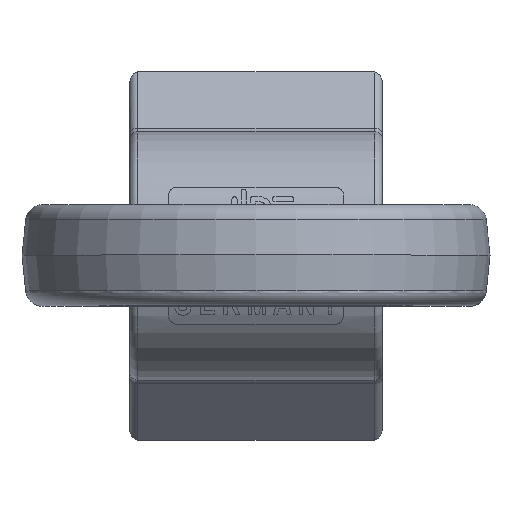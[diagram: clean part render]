
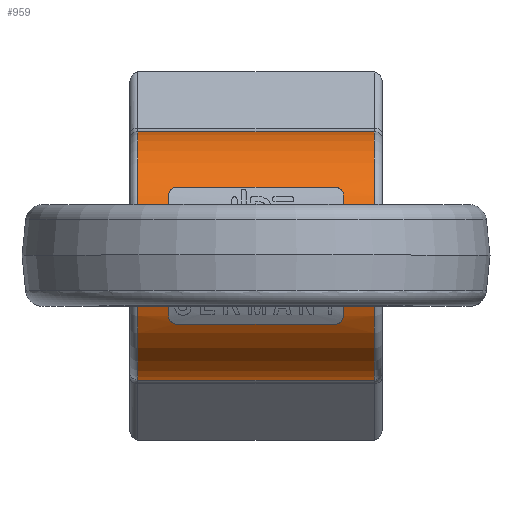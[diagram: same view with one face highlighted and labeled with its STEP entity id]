
A CAD part, top view. The second image highlights one B-rep face of the part: STEP entity #959.
In plain terms, the highlighted cylindrical face has radius 29.5 mm (diameter 59 mm), a partial arc.
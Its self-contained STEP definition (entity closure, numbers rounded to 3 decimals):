
#959=ADVANCED_FACE('',(#2000,#2001),#1417,.T.);
#1417=CYLINDRICAL_SURFACE('',#7958,29.5);
#1497=B_SPLINE_CURVE_WITH_KNOTS('',3,(#10193,#10194,#10195,#10196,#10197,
#10198,#10199,#10200,#10201,#10202,#10203,#10204,#10205,#10206,#10207,#10208),
 .UNSPECIFIED.,.F.,.F.,(4,3,3,3,3,4),(0.,0.248,0.464,
0.65,0.825,1.),.UNSPECIFIED.);
#1498=B_SPLINE_CURVE_WITH_KNOTS('',3,(#10212,#10213,#10214,#10215,#10216,
#10217,#10218,#10219,#10220,#10221,#10222,#10223,#10224,#10225,#10226,#10227),
 .UNSPECIFIED.,.F.,.F.,(4,3,3,3,3,4),(0.,0.045,0.242,
0.438,0.698,1.),.UNSPECIFIED.);
#1499=B_SPLINE_CURVE_WITH_KNOTS('',3,(#10231,#10232,#10233,#10234,#10235,
#10236,#10237,#10238,#10239,#10240,#10241,#10242,#10243,#10244,#10245,#10246),
 .UNSPECIFIED.,.F.,.F.,(4,3,3,3,3,4),(0.,0.248,0.464,
0.65,0.825,1.),.UNSPECIFIED.);
#1500=B_SPLINE_CURVE_WITH_KNOTS('',3,(#10250,#10251,#10252,#10253,#10254,
#10255,#10256,#10257,#10258,#10259,#10260,#10261,#10262,#10263,#10264,#10265),
 .UNSPECIFIED.,.F.,.F.,(4,3,3,3,3,4),(0.,0.045,0.242,
0.438,0.698,1.),.UNSPECIFIED.);
#2000=FACE_BOUND('',#2046,.T.);
#2001=FACE_BOUND('',#2047,.T.);
#2046=EDGE_LOOP('',(#2722,#2723,#2724,#2725));
#2047=EDGE_LOOP('',(#2726,#2727,#2728,#2729,#2730,#2731,#2732,#2733));
#2539=CIRCLE('',#7954,29.5);
#2540=CIRCLE('',#7955,29.5);
#2541=CIRCLE('',#7956,29.5);
#2542=CIRCLE('',#7957,29.5);
#2722=ORIENTED_EDGE('',*,*,#5788,.T.);
#2723=ORIENTED_EDGE('',*,*,#5789,.T.);
#2724=ORIENTED_EDGE('',*,*,#5790,.T.);
#2725=ORIENTED_EDGE('',*,*,#5791,.T.);
#2726=ORIENTED_EDGE('',*,*,#5792,.F.);
#2727=ORIENTED_EDGE('',*,*,#5793,.F.);
#2728=ORIENTED_EDGE('',*,*,#5794,.F.);
#2729=ORIENTED_EDGE('',*,*,#5795,.F.);
#2730=ORIENTED_EDGE('',*,*,#5796,.F.);
#2731=ORIENTED_EDGE('',*,*,#5797,.F.);
#2732=ORIENTED_EDGE('',*,*,#5798,.F.);
#2733=ORIENTED_EDGE('',*,*,#5799,.F.);
#5048=VERTEX_POINT('',#10183);
#5049=VERTEX_POINT('',#10184);
#5050=VERTEX_POINT('',#10186);
#5051=VERTEX_POINT('',#10188);
#5052=VERTEX_POINT('',#10191);
#5053=VERTEX_POINT('',#10192);
#5054=VERTEX_POINT('',#10209);
#5055=VERTEX_POINT('',#10211);
#5056=VERTEX_POINT('',#10228);
#5057=VERTEX_POINT('',#10230);
#5058=VERTEX_POINT('',#10247);
#5059=VERTEX_POINT('',#10249);
#5788=EDGE_CURVE('',#5048,#5049,#6951,.T.);
#5789=EDGE_CURVE('',#5049,#5050,#2539,.T.);
#5790=EDGE_CURVE('',#5050,#5051,#6952,.T.);
#5791=EDGE_CURVE('',#5051,#5048,#2540,.T.);
#5792=EDGE_CURVE('',#5052,#5053,#6953,.T.);
#5793=EDGE_CURVE('',#5054,#5052,#1497,.T.);
#5794=EDGE_CURVE('',#5055,#5054,#2541,.T.);
#5795=EDGE_CURVE('',#5056,#5055,#1498,.T.);
#5796=EDGE_CURVE('',#5057,#5056,#6954,.T.);
#5797=EDGE_CURVE('',#5058,#5057,#1499,.T.);
#5798=EDGE_CURVE('',#5059,#5058,#2542,.T.);
#5799=EDGE_CURVE('',#5053,#5059,#1500,.T.);
#6951=LINE('',#10182,#7414);
#6952=LINE('',#10187,#7415);
#6953=LINE('',#10190,#7416);
#6954=LINE('',#10229,#7417);
#7414=VECTOR('',#8518,1.);
#7415=VECTOR('',#8521,1.);
#7416=VECTOR('',#8524,1.);
#7417=VECTOR('',#8527,1.);
#7954=AXIS2_PLACEMENT_3D('',#10185,#8519,#8520);
#7955=AXIS2_PLACEMENT_3D('',#10189,#8522,#8523);
#7956=AXIS2_PLACEMENT_3D('',#10210,#8525,#8526);
#7957=AXIS2_PLACEMENT_3D('',#10248,#8528,#8529);
#7958=AXIS2_PLACEMENT_3D('',#10266,#8530,#8531);
#8518=DIRECTION('',(-1.,0.,0.));
#8519=DIRECTION('',(1.,0.,0.));
#8520=DIRECTION('',(0.,0.,-1.));
#8521=DIRECTION('',(1.,0.,0.));
#8522=DIRECTION('',(-1.,0.,0.));
#8523=DIRECTION('',(0.,0.,-1.));
#8524=DIRECTION('',(-1.,0.,0.));
#8525=DIRECTION('',(-1.,0.,0.));
#8526=DIRECTION('',(0.,-1.,0.));
#8527=DIRECTION('',(1.,0.,0.));
#8528=DIRECTION('',(1.,0.,0.));
#8529=DIRECTION('',(0.,1.,0.));
#8530=DIRECTION('',(1.,0.,0.));
#8531=DIRECTION('',(0.,0.,-1.));
#10182=CARTESIAN_POINT('',(30.,29.447,1.763));
#10183=CARTESIAN_POINT('',(28.,29.447,1.763));
#10184=CARTESIAN_POINT('',(-28.,29.447,1.763));
#10185=CARTESIAN_POINT('',(-28.,0.,0.));
#10186=CARTESIAN_POINT('',(-28.,-29.447,1.763));
#10187=CARTESIAN_POINT('',(30.,-29.447,1.763));
#10188=CARTESIAN_POINT('',(28.,-29.447,1.763));
#10189=CARTESIAN_POINT('',(28.,0.,0.));
#10190=CARTESIAN_POINT('',(30.,16.25,24.621));
#10191=CARTESIAN_POINT('',(18.75,16.25,24.621));
#10192=CARTESIAN_POINT('',(-18.75,16.25,24.621));
#10193=CARTESIAN_POINT('',(20.75,14.25,25.83));
#10194=CARTESIAN_POINT('',(20.75,14.495,25.695));
#10195=CARTESIAN_POINT('',(20.704,14.741,25.554));
#10196=CARTESIAN_POINT('',(20.616,14.97,25.419));
#10197=CARTESIAN_POINT('',(20.539,15.17,25.302));
#10198=CARTESIAN_POINT('',(20.428,15.361,25.186));
#10199=CARTESIAN_POINT('',(20.286,15.531,25.081));
#10200=CARTESIAN_POINT('',(20.164,15.677,24.99));
#10201=CARTESIAN_POINT('',(20.017,15.81,24.906));
#10202=CARTESIAN_POINT('',(19.851,15.92,24.836));
#10203=CARTESIAN_POINT('',(19.696,16.022,24.77));
#10204=CARTESIAN_POINT('',(19.52,16.106,24.715));
#10205=CARTESIAN_POINT('',(19.335,16.163,24.678));
#10206=CARTESIAN_POINT('',(19.149,16.219,24.641));
#10207=CARTESIAN_POINT('',(18.948,16.25,24.621));
#10208=CARTESIAN_POINT('',(18.75,16.25,24.621));
#10209=CARTESIAN_POINT('',(20.75,14.25,25.83));
#10210=CARTESIAN_POINT('',(20.75,0.,0.));
#10211=CARTESIAN_POINT('',(20.75,-14.25,25.83));
#10212=CARTESIAN_POINT('',(18.75,-16.25,24.621));
#10213=CARTESIAN_POINT('',(18.802,-16.25,24.621));
#10214=CARTESIAN_POINT('',(18.853,-16.248,24.622));
#10215=CARTESIAN_POINT('',(18.905,-16.244,24.625));
#10216=CARTESIAN_POINT('',(19.127,-16.227,24.636));
#10217=CARTESIAN_POINT('',(19.348,-16.171,24.673));
#10218=CARTESIAN_POINT('',(19.546,-16.085,24.729));
#10219=CARTESIAN_POINT('',(19.743,-15.999,24.785));
#10220=CARTESIAN_POINT('',(19.924,-15.882,24.86));
#10221=CARTESIAN_POINT('',(20.077,-15.746,24.946));
#10222=CARTESIAN_POINT('',(20.279,-15.567,25.059));
#10223=CARTESIAN_POINT('',(20.44,-15.35,25.193));
#10224=CARTESIAN_POINT('',(20.552,-15.117,25.332));
#10225=CARTESIAN_POINT('',(20.682,-14.848,25.493));
#10226=CARTESIAN_POINT('',(20.75,-14.548,25.666));
#10227=CARTESIAN_POINT('',(20.75,-14.25,25.83));
#10228=CARTESIAN_POINT('',(18.75,-16.25,24.621));
#10229=CARTESIAN_POINT('',(30.,-16.25,24.621));
#10230=CARTESIAN_POINT('',(-18.75,-16.25,24.621));
#10231=CARTESIAN_POINT('',(-20.75,-14.25,25.83));
#10232=CARTESIAN_POINT('',(-20.75,-14.495,25.695));
#10233=CARTESIAN_POINT('',(-20.704,-14.741,25.554));
#10234=CARTESIAN_POINT('',(-20.616,-14.97,25.419));
#10235=CARTESIAN_POINT('',(-20.539,-15.17,25.302));
#10236=CARTESIAN_POINT('',(-20.428,-15.361,25.186));
#10237=CARTESIAN_POINT('',(-20.286,-15.531,25.081));
#10238=CARTESIAN_POINT('',(-20.164,-15.677,24.99));
#10239=CARTESIAN_POINT('',(-20.017,-15.81,24.906));
#10240=CARTESIAN_POINT('',(-19.851,-15.92,24.836));
#10241=CARTESIAN_POINT('',(-19.696,-16.022,24.77));
#10242=CARTESIAN_POINT('',(-19.52,-16.106,24.715));
#10243=CARTESIAN_POINT('',(-19.335,-16.163,24.678));
#10244=CARTESIAN_POINT('',(-19.149,-16.219,24.641));
#10245=CARTESIAN_POINT('',(-18.948,-16.25,24.621));
#10246=CARTESIAN_POINT('',(-18.75,-16.25,24.621));
#10247=CARTESIAN_POINT('',(-20.75,-14.25,25.83));
#10248=CARTESIAN_POINT('',(-20.75,0.,0.));
#10249=CARTESIAN_POINT('',(-20.75,14.25,25.83));
#10250=CARTESIAN_POINT('',(-18.75,16.25,24.621));
#10251=CARTESIAN_POINT('',(-18.802,16.25,24.621));
#10252=CARTESIAN_POINT('',(-18.853,16.248,24.622));
#10253=CARTESIAN_POINT('',(-18.905,16.244,24.625));
#10254=CARTESIAN_POINT('',(-19.127,16.227,24.636));
#10255=CARTESIAN_POINT('',(-19.348,16.171,24.673));
#10256=CARTESIAN_POINT('',(-19.546,16.085,24.729));
#10257=CARTESIAN_POINT('',(-19.743,15.999,24.785));
#10258=CARTESIAN_POINT('',(-19.924,15.882,24.86));
#10259=CARTESIAN_POINT('',(-20.077,15.746,24.946));
#10260=CARTESIAN_POINT('',(-20.279,15.567,25.059));
#10261=CARTESIAN_POINT('',(-20.44,15.35,25.193));
#10262=CARTESIAN_POINT('',(-20.552,15.117,25.332));
#10263=CARTESIAN_POINT('',(-20.682,14.848,25.493));
#10264=CARTESIAN_POINT('',(-20.75,14.548,25.666));
#10265=CARTESIAN_POINT('',(-20.75,14.25,25.83));
#10266=CARTESIAN_POINT('',(30.,0.,0.));
